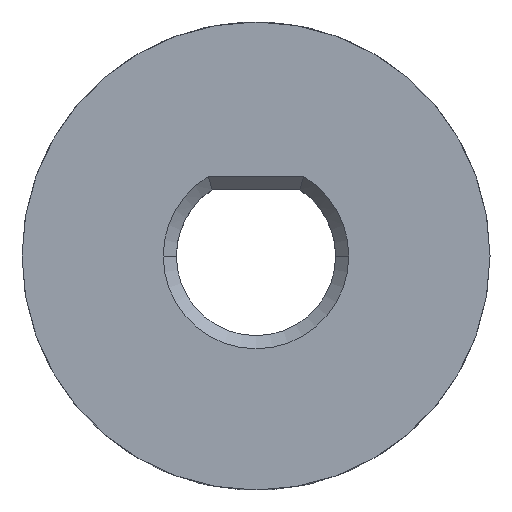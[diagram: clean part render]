
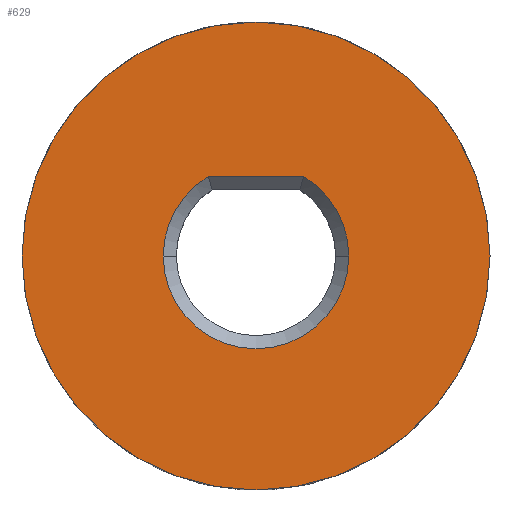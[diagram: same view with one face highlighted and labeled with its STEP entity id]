
A CAD part, top view. The second image highlights one B-rep face of the part: STEP entity #629.
In plain terms, the highlighted planar face has unit normal (0, 0, 1).
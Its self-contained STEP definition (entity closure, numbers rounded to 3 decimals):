
#16 = VERTEX_POINT ( 'NONE', #1742 ) ;
#44 = CARTESIAN_POINT ( 'NONE',  ( 0., 0., 5.545 ) ) ;
#45 = DIRECTION ( 'NONE',  ( 0., 0., 1. ) ) ;
#61 = EDGE_CURVE ( 'NONE', #990, #804, #243, .T. ) ;
#116 = EDGE_CURVE ( 'NONE', #804, #16, #1415, .T. ) ;
#177 = CARTESIAN_POINT ( 'NONE',  ( 0., 0., 5.545 ) ) ;
#191 = VERTEX_POINT ( 'NONE', #1603 ) ;
#210 = CIRCLE ( 'NONE', #1437, 3.525 ) ;
#243 = CIRCLE ( 'NONE', #1556, 3.525 ) ;
#245 = EDGE_LOOP ( 'NONE', ( #1017, #1781, #906, #1019 ) ) ;
#256 = LINE ( 'NONE', #404, #588 ) ;
#315 = DIRECTION ( 'NONE',  ( 1., 0., 0. ) ) ;
#324 = AXIS2_PLACEMENT_3D ( 'NONE', #177, #45, #1712 ) ;
#404 = CARTESIAN_POINT ( 'NONE',  ( 1.666, 3.025, 5.545 ) ) ;
#426 = DIRECTION ( 'NONE',  ( 1., 0., 0. ) ) ;
#477 = DIRECTION ( 'NONE',  ( 1., 0., 0. ) ) ;
#486 = DIRECTION ( 'NONE',  ( 0., 0., 1. ) ) ;
#588 = VECTOR ( 'NONE', #678, 1000. ) ;
#628 = CARTESIAN_POINT ( 'NONE',  ( 0., 0., 5.545 ) ) ;
#629 = ADVANCED_FACE ( 'NONE', ( #1433, #1627 ), #1308, .T. ) ;
#657 = DIRECTION ( 'NONE',  ( 1., 0., 0. ) ) ;
#678 = DIRECTION ( 'NONE',  ( 1., 0., 0. ) ) ;
#680 = AXIS2_PLACEMENT_3D ( 'NONE', #628, #486, #1459 ) ;
#804 = VERTEX_POINT ( 'NONE', #1517 ) ;
#826 = CARTESIAN_POINT ( 'NONE',  ( 0., 0., 5.545 ) ) ;
#838 = ORIENTED_EDGE ( 'NONE', *, *, #1569, .T. ) ;
#846 = CARTESIAN_POINT ( 'NONE',  ( 0., 0., 5.545 ) ) ;
#878 = ORIENTED_EDGE ( 'NONE', *, *, #1354, .T. ) ;
#906 = ORIENTED_EDGE ( 'NONE', *, *, #116, .T. ) ;
#957 = VERTEX_POINT ( 'NONE', #1317 ) ;
#961 = VERTEX_POINT ( 'NONE', #1442 ) ;
#974 = AXIS2_PLACEMENT_3D ( 'NONE', #44, #1589, #477 ) ;
#990 = VERTEX_POINT ( 'NONE', #1462 ) ;
#1017 = ORIENTED_EDGE ( 'NONE', *, *, #1715, .T. ) ;
#1019 = ORIENTED_EDGE ( 'NONE', *, *, #1248, .T. ) ;
#1117 = CIRCLE ( 'NONE', #1639, 8.89 ) ;
#1143 = DIRECTION ( 'NONE',  ( 0., 0., -1. ) ) ;
#1191 = CIRCLE ( 'NONE', #680, 8.89 ) ;
#1248 = EDGE_CURVE ( 'NONE', #16, #191, #210, .T. ) ;
#1308 = PLANE ( 'NONE',  #324 ) ;
#1317 = CARTESIAN_POINT ( 'NONE',  ( -8.89, 0., 5.545 ) ) ;
#1354 = EDGE_CURVE ( 'NONE', #957, #961, #1117, .T. ) ;
#1402 = DIRECTION ( 'NONE',  ( 0., 0., 1. ) ) ;
#1415 = CIRCLE ( 'NONE', #974, 3.525 ) ;
#1425 = EDGE_LOOP ( 'NONE', ( #878, #838 ) ) ;
#1433 = FACE_BOUND ( 'NONE', #245, .T. ) ;
#1437 = AXIS2_PLACEMENT_3D ( 'NONE', #1667, #1505, #657 ) ;
#1442 = CARTESIAN_POINT ( 'NONE',  ( 8.89, 0., 5.545 ) ) ;
#1459 = DIRECTION ( 'NONE',  ( 1., 0., 0. ) ) ;
#1462 = CARTESIAN_POINT ( 'NONE',  ( 1.81, 3.025, 5.545 ) ) ;
#1505 = DIRECTION ( 'NONE',  ( 0., 0., -1. ) ) ;
#1517 = CARTESIAN_POINT ( 'NONE',  ( 3.525, 0., 5.545 ) ) ;
#1556 = AXIS2_PLACEMENT_3D ( 'NONE', #846, #1143, #315 ) ;
#1569 = EDGE_CURVE ( 'NONE', #961, #957, #1191, .T. ) ;
#1589 = DIRECTION ( 'NONE',  ( 0., 0., -1. ) ) ;
#1603 = CARTESIAN_POINT ( 'NONE',  ( -1.81, 3.025, 5.545 ) ) ;
#1627 = FACE_OUTER_BOUND ( 'NONE', #1425, .T. ) ;
#1639 = AXIS2_PLACEMENT_3D ( 'NONE', #826, #1402, #426 ) ;
#1667 = CARTESIAN_POINT ( 'NONE',  ( 0., 0., 5.545 ) ) ;
#1712 = DIRECTION ( 'NONE',  ( 1., 0., 0. ) ) ;
#1715 = EDGE_CURVE ( 'NONE', #191, #990, #256, .T. ) ;
#1742 = CARTESIAN_POINT ( 'NONE',  ( -3.525, 0., 5.545 ) ) ;
#1781 = ORIENTED_EDGE ( 'NONE', *, *, #61, .T. ) ;
